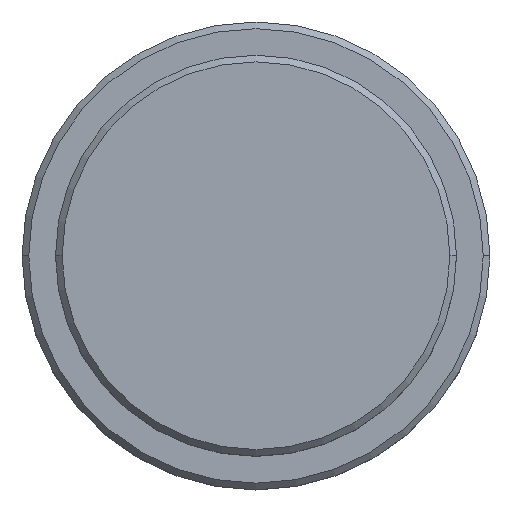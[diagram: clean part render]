
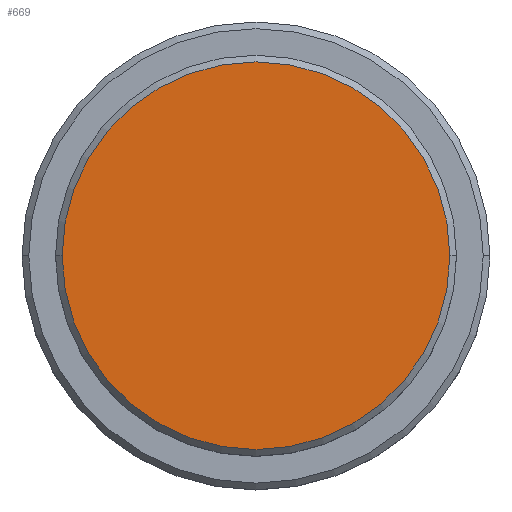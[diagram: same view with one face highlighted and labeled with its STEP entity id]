
A CAD part, top view. The second image highlights one B-rep face of the part: STEP entity #669.
In plain terms, the highlighted planar face has unit normal (0, 0, 1).
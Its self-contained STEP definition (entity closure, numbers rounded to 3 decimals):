
#25 = EDGE_CURVE ( 'NONE', #199, #1182, #1264, .T. ) ;
#122 = EDGE_CURVE ( 'NONE', #1182, #199, #338, .T. ) ;
#188 = PLANE ( 'NONE',  #192 ) ;
#192 = AXIS2_PLACEMENT_3D ( 'NONE', #733, #1044, #614 ) ;
#199 = VERTEX_POINT ( 'NONE', #1045 ) ;
#338 = CIRCLE ( 'NONE', #505, 14.5 ) ;
#342 = AXIS2_PLACEMENT_3D ( 'NONE', #510, #1280, #608 ) ;
#364 = EDGE_LOOP ( 'NONE', ( #1397, #1285 ) ) ;
#505 = AXIS2_PLACEMENT_3D ( 'NONE', #925, #1112, #1251 ) ;
#510 = CARTESIAN_POINT ( 'NONE',  ( 0., 0., 0. ) ) ;
#608 = DIRECTION ( 'NONE',  ( 1., 0., 0. ) ) ;
#614 = DIRECTION ( 'NONE',  ( 1., 0., 0. ) ) ;
#669 = ADVANCED_FACE ( 'NONE', ( #729 ), #188, .T. ) ;
#729 = FACE_OUTER_BOUND ( 'NONE', #364, .T. ) ;
#733 = CARTESIAN_POINT ( 'NONE',  ( 0., 0., 0. ) ) ;
#857 = CARTESIAN_POINT ( 'NONE',  ( -14.5, 0., 0. ) ) ;
#925 = CARTESIAN_POINT ( 'NONE',  ( 0., 0., 0. ) ) ;
#1044 = DIRECTION ( 'NONE',  ( 0., 0., 1. ) ) ;
#1045 = CARTESIAN_POINT ( 'NONE',  ( 14.5, 0., 0. ) ) ;
#1112 = DIRECTION ( 'NONE',  ( 0., 0., 1. ) ) ;
#1182 = VERTEX_POINT ( 'NONE', #857 ) ;
#1251 = DIRECTION ( 'NONE',  ( 1., 0., 0. ) ) ;
#1264 = CIRCLE ( 'NONE', #342, 14.5 ) ;
#1280 = DIRECTION ( 'NONE',  ( 0., 0., 1. ) ) ;
#1285 = ORIENTED_EDGE ( 'NONE', *, *, #25, .T. ) ;
#1397 = ORIENTED_EDGE ( 'NONE', *, *, #122, .T. ) ;
